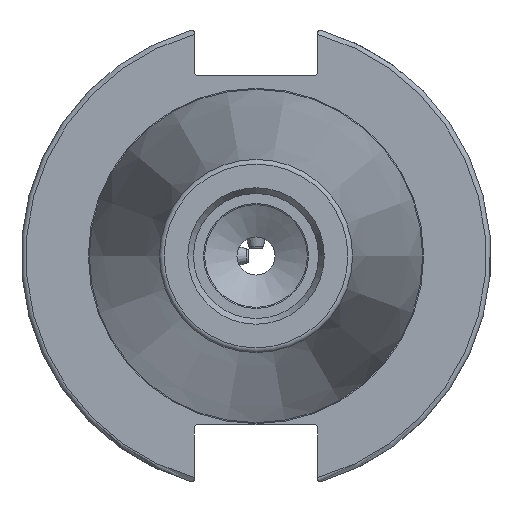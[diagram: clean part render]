
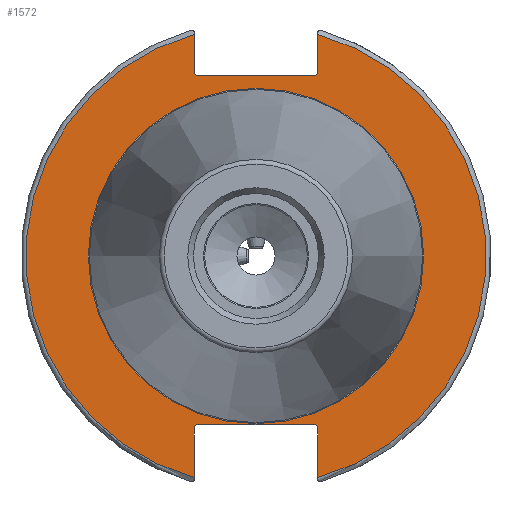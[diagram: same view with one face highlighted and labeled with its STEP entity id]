
A CAD part, left-side view. The second image highlights one B-rep face of the part: STEP entity #1572.
In plain terms, the highlighted planar face has unit normal (-1, 0, 0).
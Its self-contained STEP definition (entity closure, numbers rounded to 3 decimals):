
#88=FACE_BOUND('',#276,.T.);
#99=PLANE('',#1774);
#168=FACE_OUTER_BOUND('',#275,.T.);
#275=EDGE_LOOP('',(#1189,#1190,#1191,#1192,#1193,#1194,#1195,#1196,#1197,
#1198,#1199,#1200));
#276=EDGE_LOOP('',(#1201));
#398=LINE('',#2671,#507);
#399=LINE('',#2673,#508);
#400=LINE('',#2675,#509);
#401=LINE('',#2677,#510);
#402=LINE('',#2679,#511);
#403=LINE('',#2683,#512);
#404=LINE('',#2685,#513);
#405=LINE('',#2687,#514);
#406=LINE('',#2689,#515);
#407=LINE('',#2690,#516);
#507=VECTOR('',#2064,10.);
#508=VECTOR('',#2065,10.);
#509=VECTOR('',#2066,10.);
#510=VECTOR('',#2067,10.);
#511=VECTOR('',#2068,10.);
#512=VECTOR('',#2071,10.);
#513=VECTOR('',#2072,10.);
#514=VECTOR('',#2073,10.);
#515=VECTOR('',#2074,10.);
#516=VECTOR('',#2075,10.);
#627=CIRCLE('',#1772,35.125);
#629=CIRCLE('',#1775,48.213);
#630=CIRCLE('',#1776,48.213);
#723=VERTEX_POINT('',#2662);
#724=VERTEX_POINT('',#2667);
#725=VERTEX_POINT('',#2668);
#726=VERTEX_POINT('',#2670);
#727=VERTEX_POINT('',#2672);
#728=VERTEX_POINT('',#2674);
#729=VERTEX_POINT('',#2676);
#730=VERTEX_POINT('',#2678);
#731=VERTEX_POINT('',#2680);
#732=VERTEX_POINT('',#2682);
#733=VERTEX_POINT('',#2684);
#734=VERTEX_POINT('',#2686);
#735=VERTEX_POINT('',#2688);
#895=EDGE_CURVE('',#723,#723,#627,.T.);
#897=EDGE_CURVE('',#724,#725,#629,.T.);
#898=EDGE_CURVE('',#724,#726,#398,.T.);
#899=EDGE_CURVE('',#727,#726,#399,.T.);
#900=EDGE_CURVE('',#727,#728,#400,.T.);
#901=EDGE_CURVE('',#729,#728,#401,.T.);
#902=EDGE_CURVE('',#729,#730,#402,.T.);
#903=EDGE_CURVE('',#731,#730,#630,.T.);
#904=EDGE_CURVE('',#731,#732,#403,.T.);
#905=EDGE_CURVE('',#733,#732,#404,.T.);
#906=EDGE_CURVE('',#733,#734,#405,.T.);
#907=EDGE_CURVE('',#735,#734,#406,.T.);
#908=EDGE_CURVE('',#735,#725,#407,.T.);
#1189=ORIENTED_EDGE('',*,*,#897,.F.);
#1190=ORIENTED_EDGE('',*,*,#898,.T.);
#1191=ORIENTED_EDGE('',*,*,#899,.F.);
#1192=ORIENTED_EDGE('',*,*,#900,.T.);
#1193=ORIENTED_EDGE('',*,*,#901,.F.);
#1194=ORIENTED_EDGE('',*,*,#902,.T.);
#1195=ORIENTED_EDGE('',*,*,#903,.F.);
#1196=ORIENTED_EDGE('',*,*,#904,.T.);
#1197=ORIENTED_EDGE('',*,*,#905,.F.);
#1198=ORIENTED_EDGE('',*,*,#906,.T.);
#1199=ORIENTED_EDGE('',*,*,#907,.F.);
#1200=ORIENTED_EDGE('',*,*,#908,.T.);
#1201=ORIENTED_EDGE('',*,*,#895,.F.);
#1572=ADVANCED_FACE('',(#168,#88),#99,.T.);
#1772=AXIS2_PLACEMENT_3D('',#2664,#2056,#2057);
#1774=AXIS2_PLACEMENT_3D('',#2666,#2060,#2061);
#1775=AXIS2_PLACEMENT_3D('',#2669,#2062,#2063);
#1776=AXIS2_PLACEMENT_3D('',#2681,#2069,#2070);
#2056=DIRECTION('center_axis',(-1.,0.,0.));
#2057=DIRECTION('ref_axis',(0.,-1.,0.));
#2060=DIRECTION('center_axis',(-1.,0.,0.));
#2061=DIRECTION('ref_axis',(0.,0.,1.));
#2062=DIRECTION('center_axis',(1.,0.,0.));
#2063=DIRECTION('ref_axis',(0.,-1.,0.));
#2064=DIRECTION('',(0.,0.,-1.));
#2065=DIRECTION('',(0.,-0.707,0.707));
#2066=DIRECTION('',(0.,1.,0.));
#2067=DIRECTION('',(0.,-0.707,-0.707));
#2068=DIRECTION('',(0.,0.,1.));
#2069=DIRECTION('center_axis',(1.,0.,0.));
#2070=DIRECTION('ref_axis',(0.,1.,0.));
#2071=DIRECTION('',(0.,0.,1.));
#2072=DIRECTION('',(0.,0.707,-0.707));
#2073=DIRECTION('',(0.,-1.,0.));
#2074=DIRECTION('',(0.,0.707,0.707));
#2075=DIRECTION('',(0.,0.,-1.));
#2662=CARTESIAN_POINT('',(3.175,0.,35.125));
#2664=CARTESIAN_POINT('Origin',(3.175,0.,0.));
#2666=CARTESIAN_POINT('Origin',(3.175,49.213,0.));
#2667=CARTESIAN_POINT('',(3.175,-12.95,46.441));
#2668=CARTESIAN_POINT('',(3.175,-12.95,-46.441));
#2669=CARTESIAN_POINT('Origin',(3.175,0.,0.));
#2670=CARTESIAN_POINT('',(3.175,-12.95,38.219));
#2671=CARTESIAN_POINT('',(3.175,-12.95,18.86));
#2672=CARTESIAN_POINT('',(3.175,-12.45,37.719));
#2673=CARTESIAN_POINT('',(3.175,12.27,12.999));
#2674=CARTESIAN_POINT('',(3.175,12.45,37.719));
#2675=CARTESIAN_POINT('',(3.175,24.606,37.719));
#2676=CARTESIAN_POINT('',(3.175,12.95,38.219));
#2677=CARTESIAN_POINT('',(3.175,12.336,37.605));
#2678=CARTESIAN_POINT('',(3.175,12.95,46.441));
#2679=CARTESIAN_POINT('',(3.175,12.95,18.86));
#2680=CARTESIAN_POINT('',(3.175,12.95,-46.441));
#2681=CARTESIAN_POINT('Origin',(3.175,0.,0.));
#2682=CARTESIAN_POINT('',(3.175,12.95,-35.806));
#2683=CARTESIAN_POINT('',(3.175,12.95,-17.653));
#2684=CARTESIAN_POINT('',(3.175,12.45,-35.306));
#2685=CARTESIAN_POINT('',(3.175,12.939,-35.795));
#2686=CARTESIAN_POINT('',(3.175,-12.45,-35.306));
#2687=CARTESIAN_POINT('',(3.175,24.606,-35.306));
#2688=CARTESIAN_POINT('',(3.175,-12.95,-35.806));
#2689=CARTESIAN_POINT('',(3.175,11.667,-11.189));
#2690=CARTESIAN_POINT('',(3.175,-12.95,-17.653));
